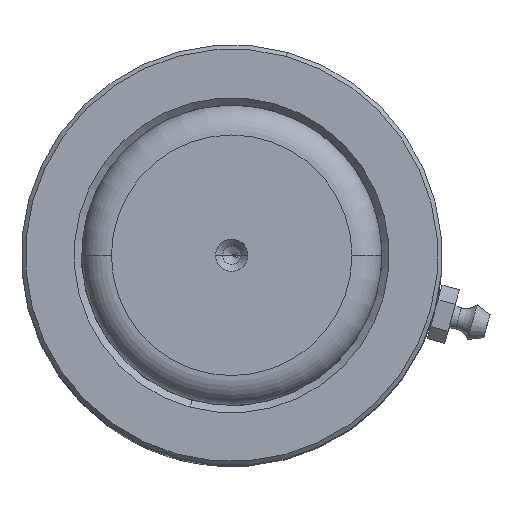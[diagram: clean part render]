
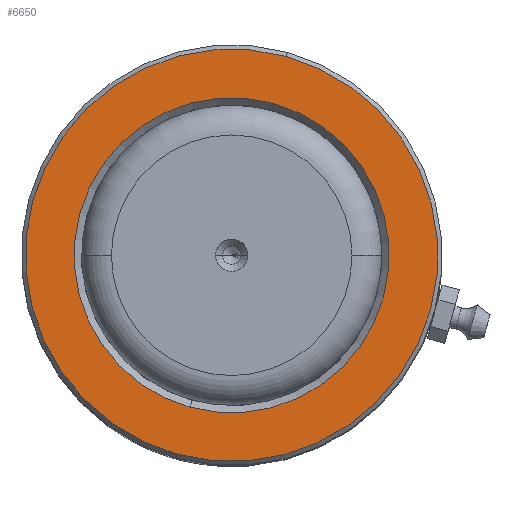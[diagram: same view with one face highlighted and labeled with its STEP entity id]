
A CAD part, top view. The second image highlights one B-rep face of the part: STEP entity #6650.
In plain terms, the highlighted planar face has unit normal (0, 0, 1).
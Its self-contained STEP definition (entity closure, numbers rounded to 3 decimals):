
#84 = VERTEX_POINT ( 'NONE', #4893 ) ;
#164 = AXIS2_PLACEMENT_3D ( 'NONE', #7920, #9421, #2786 ) ;
#204 = DIRECTION ( 'NONE',  ( 1., 0., 0. ) ) ;
#413 = AXIS2_PLACEMENT_3D ( 'NONE', #940, #8883, #8942 ) ;
#554 = AXIS2_PLACEMENT_3D ( 'NONE', #5456, #6159, #6890 ) ;
#668 = DIRECTION ( 'NONE',  ( 0., 0., 1. ) ) ;
#898 = EDGE_CURVE ( 'NONE', #6077, #2240, #8055, .T. ) ;
#940 = CARTESIAN_POINT ( 'NONE',  ( 0., 0., 100. ) ) ;
#1073 = ORIENTED_EDGE ( 'NONE', *, *, #6960, .T. ) ;
#1375 = DIRECTION ( 'NONE',  ( 1., 0., 0. ) ) ;
#2240 = VERTEX_POINT ( 'NONE', #7624 ) ;
#2390 = ORIENTED_EDGE ( 'NONE', *, *, #898, .T. ) ;
#2438 = FACE_BOUND ( 'NONE', #9028, .T. ) ;
#2786 = DIRECTION ( 'NONE',  ( 1., 0., 0. ) ) ;
#2878 = CIRCLE ( 'NONE', #2919, 34.3 ) ;
#2919 = AXIS2_PLACEMENT_3D ( 'NONE', #8885, #4578, #204 ) ;
#2923 = ORIENTED_EDGE ( 'NONE', *, *, #7764, .T. ) ;
#3742 = EDGE_LOOP ( 'NONE', ( #1073, #2923 ) ) ;
#4175 = VERTEX_POINT ( 'NONE', #4277 ) ;
#4277 = CARTESIAN_POINT ( 'NONE',  ( -34.3, 0., 100. ) ) ;
#4374 = CARTESIAN_POINT ( 'NONE',  ( -26.2, 0., 100. ) ) ;
#4578 = DIRECTION ( 'NONE',  ( 0., 0., 1. ) ) ;
#4893 = CARTESIAN_POINT ( 'NONE',  ( 34.3, 0., 100. ) ) ;
#5456 = CARTESIAN_POINT ( 'NONE',  ( 0., 0., 100. ) ) ;
#5706 = CARTESIAN_POINT ( 'NONE',  ( 0., 0., 100. ) ) ;
#6071 = FACE_OUTER_BOUND ( 'NONE', #3742, .T. ) ;
#6077 = VERTEX_POINT ( 'NONE', #4374 ) ;
#6159 = DIRECTION ( 'NONE',  ( 0., 0., -1. ) ) ;
#6503 = PLANE ( 'NONE',  #8975 ) ;
#6538 = CIRCLE ( 'NONE', #413, 26.2 ) ;
#6650 = ADVANCED_FACE ( 'NONE', ( #6071, #2438 ), #6503, .T. ) ;
#6890 = DIRECTION ( 'NONE',  ( 1., 0., 0. ) ) ;
#6960 = EDGE_CURVE ( 'NONE', #4175, #84, #2878, .T. ) ;
#6995 = CIRCLE ( 'NONE', #164, 34.3 ) ;
#7203 = ORIENTED_EDGE ( 'NONE', *, *, #8099, .T. ) ;
#7624 = CARTESIAN_POINT ( 'NONE',  ( 26.2, 0., 100. ) ) ;
#7764 = EDGE_CURVE ( 'NONE', #84, #4175, #6995, .T. ) ;
#7920 = CARTESIAN_POINT ( 'NONE',  ( 0., 0., 100. ) ) ;
#8055 = CIRCLE ( 'NONE', #554, 26.2 ) ;
#8099 = EDGE_CURVE ( 'NONE', #2240, #6077, #6538, .T. ) ;
#8883 = DIRECTION ( 'NONE',  ( 0., 0., -1. ) ) ;
#8885 = CARTESIAN_POINT ( 'NONE',  ( 0., 0., 100. ) ) ;
#8942 = DIRECTION ( 'NONE',  ( 1., 0., 0. ) ) ;
#8975 = AXIS2_PLACEMENT_3D ( 'NONE', #5706, #668, #1375 ) ;
#9028 = EDGE_LOOP ( 'NONE', ( #7203, #2390 ) ) ;
#9421 = DIRECTION ( 'NONE',  ( 0., 0., 1. ) ) ;
